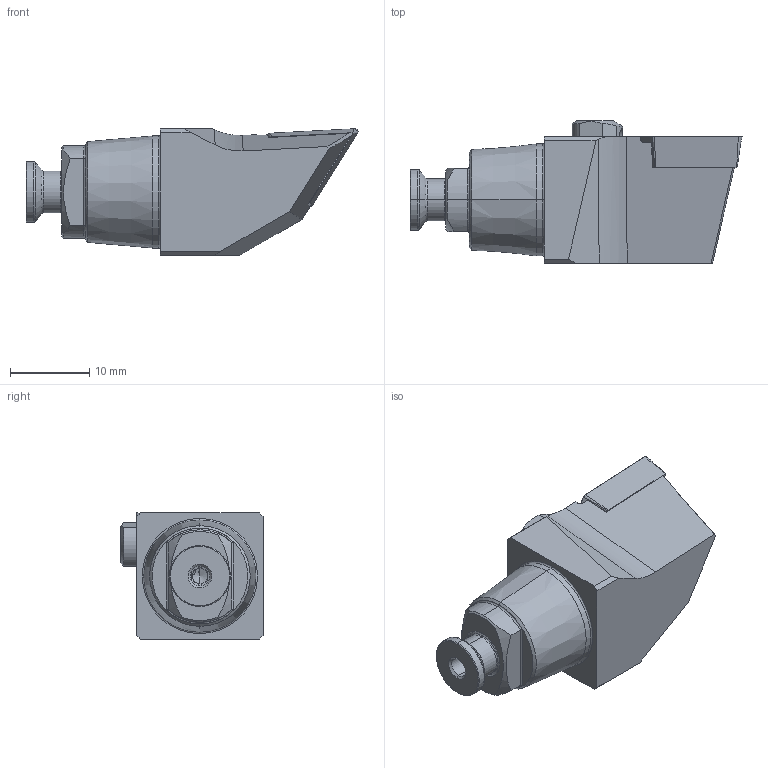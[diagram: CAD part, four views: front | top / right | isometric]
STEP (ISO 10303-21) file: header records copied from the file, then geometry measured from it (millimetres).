
FILE_DESCRIPTION (( 'STEP AP203' ), '1' );
FILE_NAME ('LW4.SDJCL.0825.11.STEP', '2024-08-26T13:38:14', ( '' ), ( '' ), 'SwSTEP 2.0', 'SolidWorks 2022', '' );
FILE_SCHEMA (( 'CONFIG_CONTROL_DESIGN' ));
Length unit declared in the file: millimetre
Products named in the file (7): LWX-ER1.007.002; WCB-ER2.001.009_A; ISO 14581 - M2x10; DCMT11T304; LW4-U00.ER1.000_B; LW4.SDJCL.0825.11; LW4-KDB.LJA.025_A
Assembly tree (6 placements, depth 2):
  LW4.SDJCL.0825.11
    LW4-KDB.LJA.025_A
    LW4-U00.ER1.000_B
    LWX-ER1.007.002
    ISO 14581 - M2x10
    WCB-ER2.001.009_A
    DCMT11T304
Bounding box: 42.01 x 18 x 16 mm (x, y, z)
Volume: 5758.8 mm3; surface area: 3689.7 mm2
Topology: 6 solids, 6 shells, 262 faces, 640 edges, 385 vertices
Faces by surface type: cylinder 81, cone 70, plane 70, torus 23, bspline 16, sphere 2
Entity records: 8950 total; most frequent: CARTESIAN_POINT 2257, DIRECTION 1263, ORIENTED_EDGE 1256, EDGE_CURVE 628, AXIS2_PLACEMENT_3D 507, VERTEX_POINT 385, EDGE_LOOP 277, FACE_OUTER_BOUND 262
